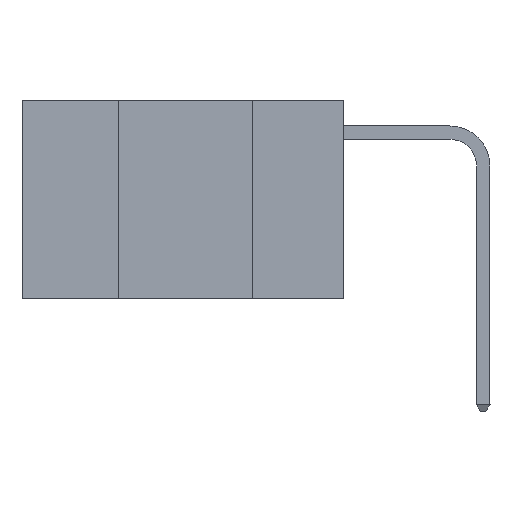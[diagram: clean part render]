
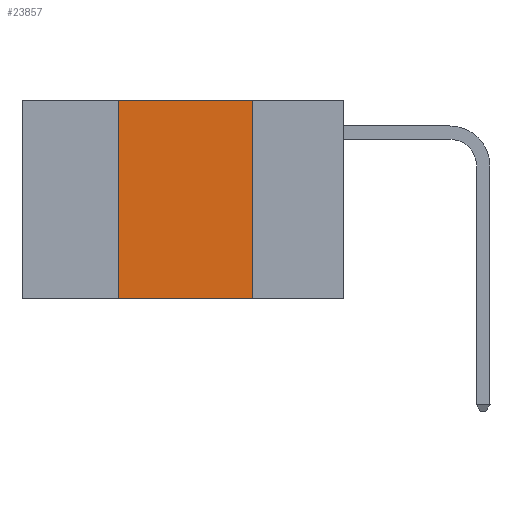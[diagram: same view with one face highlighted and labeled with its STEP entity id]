
A CAD part, left-side view. The second image highlights one B-rep face of the part: STEP entity #23857.
In plain terms, the highlighted planar face has unit normal (-1, 0, 0).
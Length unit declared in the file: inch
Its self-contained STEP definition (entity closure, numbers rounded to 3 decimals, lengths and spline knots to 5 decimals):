
#1217 = VERTEX_POINT ( 'NONE', #11411 ) ;
#1523 = CARTESIAN_POINT ( 'NONE',  ( 0., 0.6, 0. ) ) ;
#2820 = CARTESIAN_POINT ( 'NONE',  ( 0., 0.42, 0. ) ) ;
#3463 = ORIENTED_EDGE ( 'NONE', *, *, #15013, .T. ) ;
#3497 = EDGE_CURVE ( 'NONE', #27377, #12152, #8470, .T. ) ;
#4184 = LINE ( 'NONE', #24925, #10012 ) ;
#4286 = VECTOR ( 'NONE', #14846, 39.37008 ) ;
#5083 = LINE ( 'NONE', #2820, #21264 ) ;
#5683 = LINE ( 'NONE', #19647, #4286 ) ;
#6226 = CARTESIAN_POINT ( 'NONE',  ( 0., 0.6, 0. ) ) ;
#6756 = DIRECTION ( 'NONE',  ( 0., -1., 0. ) ) ;
#7194 = DIRECTION ( 'NONE',  ( 0., 0., 1. ) ) ;
#8470 = LINE ( 'NONE', #6226, #26824 ) ;
#8743 = DIRECTION ( 'NONE',  ( 0., 0., -1. ) ) ;
#10012 = VECTOR ( 'NONE', #6756, 39.37008 ) ;
#10136 = ORIENTED_EDGE ( 'NONE', *, *, #21383, .F. ) ;
#10554 = DIRECTION ( 'NONE',  ( 1., 0., 0. ) ) ;
#10744 = ORIENTED_EDGE ( 'NONE', *, *, #15699, .F. ) ;
#10805 = AXIS2_PLACEMENT_3D ( 'NONE', #1523, #10554, #8743 ) ;
#11411 = CARTESIAN_POINT ( 'NONE',  ( 0., 0.42, -0.37 ) ) ;
#11583 = VERTEX_POINT ( 'NONE', #14608 ) ;
#12152 = VERTEX_POINT ( 'NONE', #27116 ) ;
#13285 = DIRECTION ( 'NONE',  ( 0., -1., 0. ) ) ;
#14608 = CARTESIAN_POINT ( 'NONE',  ( 0., 0.17, -0.37 ) ) ;
#14846 = DIRECTION ( 'NONE',  ( 0., 0., -1. ) ) ;
#15012 = ORIENTED_EDGE ( 'NONE', *, *, #3497, .F. ) ;
#15013 = EDGE_CURVE ( 'NONE', #1217, #11583, #4184, .T. ) ;
#15699 = EDGE_CURVE ( 'NONE', #12152, #11583, #5683, .T. ) ;
#16871 = EDGE_LOOP ( 'NONE', ( #10744, #15012, #10136, #3463 ) ) ;
#19647 = CARTESIAN_POINT ( 'NONE',  ( 0., 0.17, 0. ) ) ;
#20873 = CARTESIAN_POINT ( 'NONE',  ( 0., 0.42, 0. ) ) ;
#21264 = VECTOR ( 'NONE', #7194, 39.37008 ) ;
#21383 = EDGE_CURVE ( 'NONE', #1217, #27377, #5083, .T. ) ;
#22145 = FACE_OUTER_BOUND ( 'NONE', #16871, .T. ) ;
#22437 = PLANE ( 'NONE',  #10805 ) ;
#23857 = ADVANCED_FACE ( 'NONE', ( #22145 ), #22437, .F. ) ;
#24925 = CARTESIAN_POINT ( 'NONE',  ( 0., 0.6, -0.37 ) ) ;
#26824 = VECTOR ( 'NONE', #13285, 39.37008 ) ;
#27116 = CARTESIAN_POINT ( 'NONE',  ( 0., 0.17, 0. ) ) ;
#27377 = VERTEX_POINT ( 'NONE', #20873 ) ;
